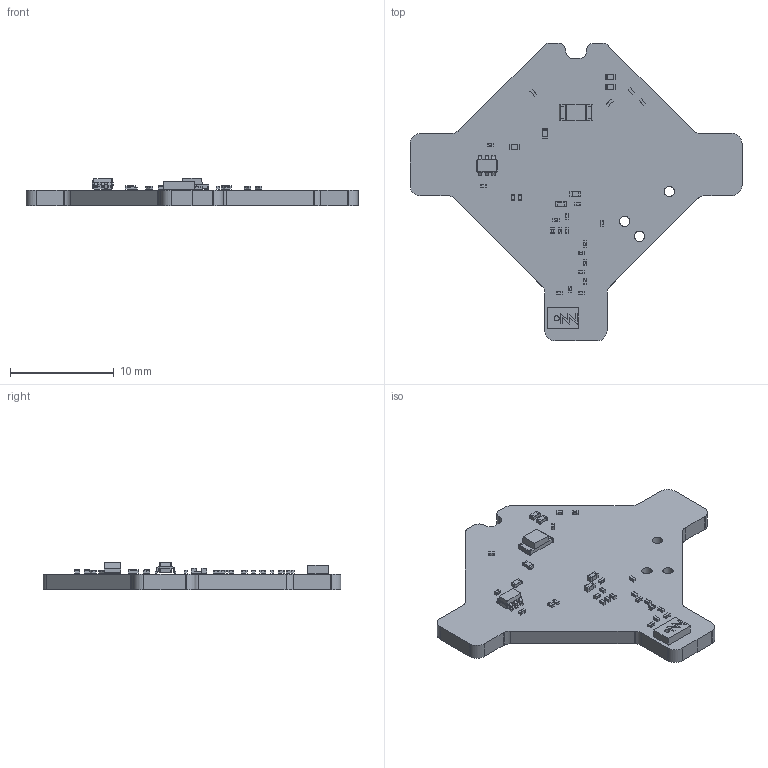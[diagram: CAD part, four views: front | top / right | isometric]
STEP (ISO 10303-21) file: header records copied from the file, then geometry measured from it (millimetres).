
FILE_DESCRIPTION(('KiCad electronic assembly'),'2;1');
FILE_NAME('nRF54L15_nPM2100_CR2032.step','2025-01-03T20:18:24',('Pcbnew' ),('Kicad'),'Open CASCADE STEP processor 7.6', 'KiCad to STEP converter','Unknown');
FILE_SCHEMA(('AUTOMOTIVE_DESIGN { 1 0 10303 214 1 1 1 1 }'));
Length unit declared in the file: millimetre
Products named in the file (11): nRF54L15_nPM2100_CR2032 1; C_0201_0603Metric; R_0402_1005Metric; L_0201_0603Metric; L_0402_1005Metric; C_0402_1005Metric; R_0201_0603Metric; Ignion_NN02-101; LED_1206_3216Metric; SOT-363_SC-70-6; nRF54L15_nPM2100_CR2032_PCB
Assembly tree (33 placements, depth 2):
  nRF54L15_nPM2100_CR2032 1
    C_0201_0603Metric  x18
    R_0402_1005Metric  x4
    L_0201_0603Metric  x3
    L_0402_1005Metric
    C_0402_1005Metric
    R_0201_0603Metric  x2
    Ignion_NN02-101
    LED_1206_3216Metric
    SOT-363_SC-70-6
    nRF54L15_nPM2100_CR2032_PCB
Bounding box: 32 x 28.71 x 2.69 mm (x, y, z)
Volume: 732.8 mm3; surface area: 1204.5 mm2
Topology: 33 solids, 33 shells, 1058 faces, 2735 edges, 1793 vertices
Faces by surface type: plane 650, cylinder 378, bspline 30
Full cylindrical faces by diameter (mm): 0.5 x1, 0.991 x3
Entity records: 13104 total; most frequent: CARTESIAN_POINT 2379, ORIENTED_EDGE 2190, DIRECTION 2151, EDGE_CURVE 1095, LINE 825, VECTOR 825, VERTEX_POINT 705, AXIS2_PLACEMENT_3D 663
